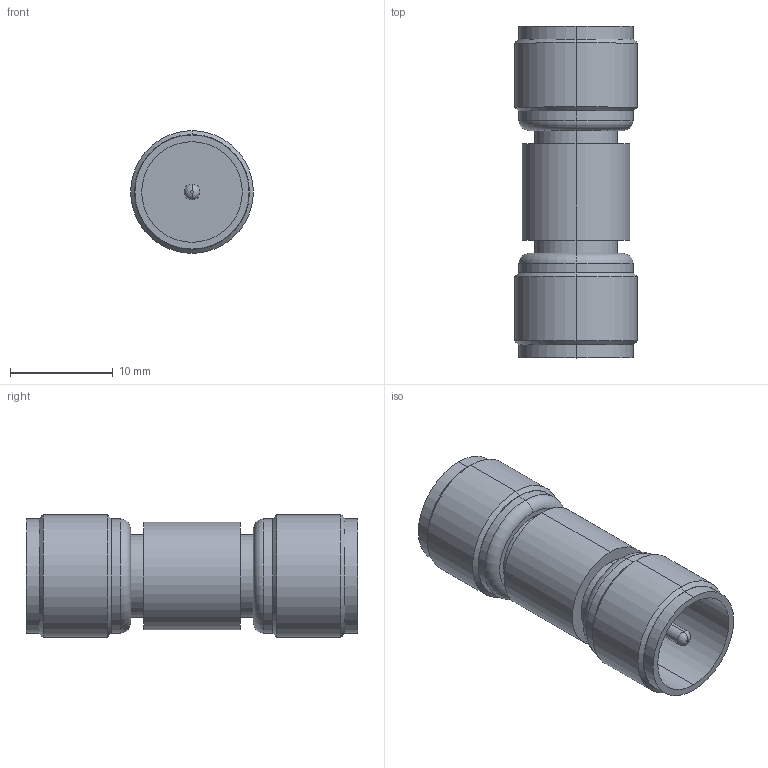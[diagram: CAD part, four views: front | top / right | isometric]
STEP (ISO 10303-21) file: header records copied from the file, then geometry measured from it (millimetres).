
FILE_DESCRIPTION (( 'STEP AP203' ), '1' );
FILE_NAME ('BA478.STEP', '2006-06-30T19:25:38', ( ' ' ), ( ' ' ), 'SwSTEP 2.0', 'SolidWorks 2005354', '' );
FILE_SCHEMA (( 'CONFIG_CONTROL_DESIGN' ));
Length unit declared in the file: inch
Products named in the file (1): BA478
Bounding box: 11.94 x 32.26 x 11.94 mm (x, y, z)
Volume: 1925.2 mm3; surface area: 2016.1 mm2
Topology: 1 solids, 1 shells, 56 faces, 110 edges, 68 vertices
Faces by surface type: cylinder 26, plane 14, torus 8, cone 8
Entity records: 1541 total; most frequent: DIRECTION 300, CARTESIAN_POINT 235, ORIENTED_EDGE 220, AXIS2_PLACEMENT_3D 133, EDGE_CURVE 110, CIRCLE 76, VERTEX_POINT 68, EDGE_LOOP 68
